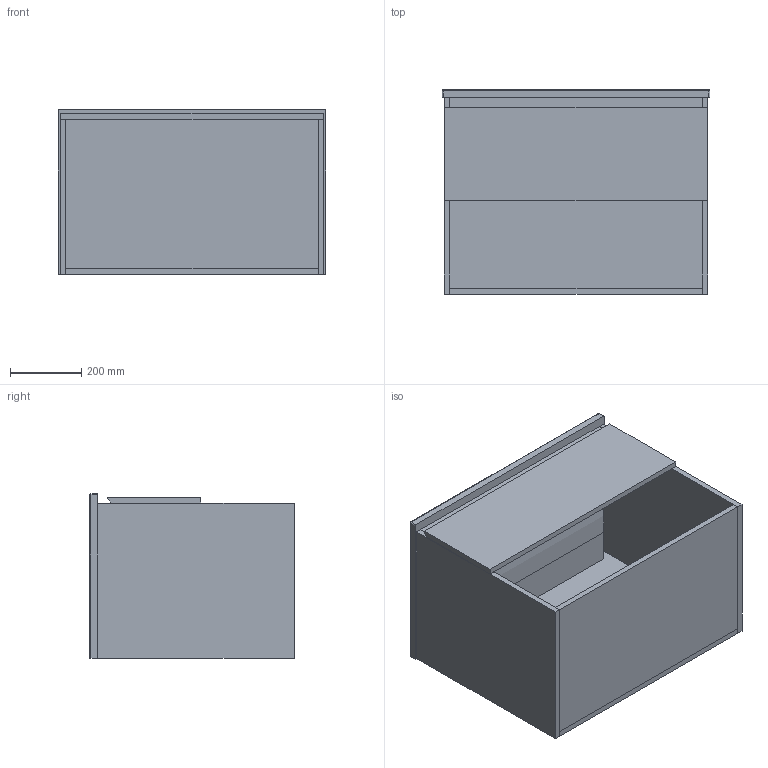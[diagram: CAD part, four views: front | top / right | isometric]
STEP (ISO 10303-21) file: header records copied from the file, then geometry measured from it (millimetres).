
FILE_DESCRIPTION (( 'STEP AP214' ), '1' );
FILE_NAME ('Shelf Acrylic 750 ASSEM.STEP', '2019-03-08T00:01:32', ( '' ), ( '' ), 'SwSTEP 2.0', 'SolidWorks 2015', '' );
FILE_SCHEMA (( 'AUTOMOTIVE_DESIGN' ));
Length unit declared in the file: millimetre
Products named in the file (3): Shelf Acrylic 750 ASSEM; Essentials Acrylic 750; Shelf Acrylic 750
Assembly tree (2 placements, depth 2):
  Shelf Acrylic 750 ASSEM
    Shelf Acrylic 750
    Essentials Acrylic 750
Bounding box: 750 x 572 x 460 mm (x, y, z)
Volume: 32598778 mm3; surface area: 3964012.5 mm2
Topology: 7 solids, 7 shells, 77 faces, 165 edges, 100 vertices
Faces by surface type: plane 51, cylinder 14, bspline 6, sphere 4, torus 2
Entity records: 2999 total; most frequent: CARTESIAN_POINT 1055, DIRECTION 333, ORIENTED_EDGE 322, EDGE_CURVE 161, VECTOR 121, LINE 121, AXIS2_PLACEMENT_3D 106, VERTEX_POINT 100
